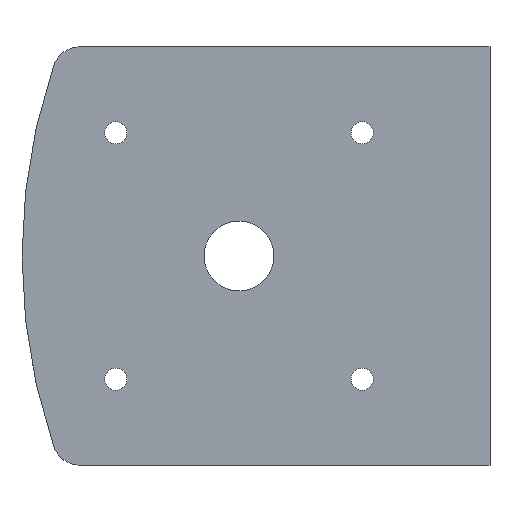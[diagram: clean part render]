
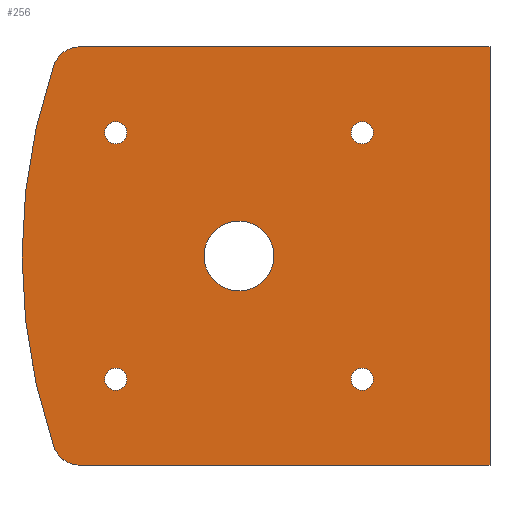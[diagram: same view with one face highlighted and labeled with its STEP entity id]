
A CAD part, top view. The second image highlights one B-rep face of the part: STEP entity #256.
In plain terms, the highlighted planar face has unit normal (0, 0, 1).
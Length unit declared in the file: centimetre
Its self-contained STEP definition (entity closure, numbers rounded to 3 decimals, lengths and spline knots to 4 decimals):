
#15=FACE_BOUND('',#55,.T.);
#16=FACE_BOUND('',#56,.T.);
#17=FACE_BOUND('',#57,.T.);
#18=FACE_BOUND('',#58,.T.);
#19=FACE_BOUND('',#59,.T.);
#28=PLANE('',#299);
#41=FACE_OUTER_BOUND('',#54,.T.);
#54=EDGE_LOOP('',(#215,#216,#217,#218,#219,#220));
#55=EDGE_LOOP('',(#221));
#56=EDGE_LOOP('',(#222));
#57=EDGE_LOOP('',(#223));
#58=EDGE_LOOP('',(#224));
#59=EDGE_LOOP('',(#225));
#73=LINE('',#416,#90);
#76=LINE('',#422,#93);
#79=LINE('',#428,#96);
#90=VECTOR('',#342,1.);
#93=VECTOR('',#347,1.);
#96=VECTOR('',#352,1.);
#100=CIRCLE('',#273,0.4);
#102=CIRCLE('',#276,0.4);
#104=CIRCLE('',#279,1.25);
#106=CIRCLE('',#282,0.4);
#108=CIRCLE('',#285,0.4);
#111=CIRCLE('',#292,1.);
#113=CIRCLE('',#295,21.);
#115=CIRCLE('',#298,1.);
#116=VERTEX_POINT('',#380);
#118=VERTEX_POINT('',#386);
#120=VERTEX_POINT('',#392);
#122=VERTEX_POINT('',#398);
#124=VERTEX_POINT('',#404);
#128=VERTEX_POINT('',#413);
#129=VERTEX_POINT('',#415);
#131=VERTEX_POINT('',#421);
#133=VERTEX_POINT('',#427);
#135=VERTEX_POINT('',#433);
#137=VERTEX_POINT('',#439);
#138=EDGE_CURVE('',#116,#116,#100,.T.);
#141=EDGE_CURVE('',#118,#118,#102,.T.);
#144=EDGE_CURVE('',#120,#120,#104,.T.);
#147=EDGE_CURVE('',#122,#122,#106,.T.);
#150=EDGE_CURVE('',#124,#124,#108,.T.);
#155=EDGE_CURVE('',#129,#128,#73,.T.);
#158=EDGE_CURVE('',#131,#129,#76,.T.);
#161=EDGE_CURVE('',#133,#131,#79,.T.);
#164=EDGE_CURVE('',#135,#133,#111,.T.);
#167=EDGE_CURVE('',#137,#135,#113,.T.);
#170=EDGE_CURVE('',#128,#137,#115,.T.);
#215=ORIENTED_EDGE('',*,*,#170,.T.);
#216=ORIENTED_EDGE('',*,*,#167,.T.);
#217=ORIENTED_EDGE('',*,*,#164,.T.);
#218=ORIENTED_EDGE('',*,*,#161,.T.);
#219=ORIENTED_EDGE('',*,*,#158,.T.);
#220=ORIENTED_EDGE('',*,*,#155,.T.);
#221=ORIENTED_EDGE('',*,*,#150,.T.);
#222=ORIENTED_EDGE('',*,*,#147,.T.);
#223=ORIENTED_EDGE('',*,*,#144,.T.);
#224=ORIENTED_EDGE('',*,*,#141,.T.);
#225=ORIENTED_EDGE('',*,*,#138,.T.);
#256=ADVANCED_FACE('',(#41,#15,#16,#17,#18,#19),#28,.T.);
#273=AXIS2_PLACEMENT_3D('',#381,#305,#306);
#276=AXIS2_PLACEMENT_3D('',#387,#312,#313);
#279=AXIS2_PLACEMENT_3D('',#393,#319,#320);
#282=AXIS2_PLACEMENT_3D('',#399,#326,#327);
#285=AXIS2_PLACEMENT_3D('',#405,#333,#334);
#292=AXIS2_PLACEMENT_3D('',#434,#358,#359);
#295=AXIS2_PLACEMENT_3D('',#440,#365,#366);
#298=AXIS2_PLACEMENT_3D('',#444,#372,#373);
#299=AXIS2_PLACEMENT_3D('',#445,#374,#375);
#305=DIRECTION('center_axis',(0.,0.,-1.));
#306=DIRECTION('ref_axis',(1.,0.,0.));
#312=DIRECTION('center_axis',(0.,0.,-1.));
#313=DIRECTION('ref_axis',(1.,0.,0.));
#319=DIRECTION('center_axis',(0.,0.,-1.));
#320=DIRECTION('ref_axis',(1.,0.,0.));
#326=DIRECTION('center_axis',(0.,0.,-1.));
#327=DIRECTION('ref_axis',(1.,0.,0.));
#333=DIRECTION('center_axis',(0.,0.,-1.));
#334=DIRECTION('ref_axis',(1.,0.,0.));
#342=DIRECTION('',(-1.,0.,0.));
#347=DIRECTION('',(0.,1.,0.));
#352=DIRECTION('',(1.,0.,0.));
#358=DIRECTION('center_axis',(0.,0.,1.));
#359=DIRECTION('ref_axis',(-0.946,-0.325,0.));
#365=DIRECTION('center_axis',(0.,0.,1.));
#366=DIRECTION('ref_axis',(-0.946,0.325,0.));
#372=DIRECTION('center_axis',(0.,0.,1.));
#373=DIRECTION('ref_axis',(0.,1.,0.));
#374=DIRECTION('center_axis',(0.,0.,1.));
#375=DIRECTION('ref_axis',(1.,0.,0.));
#380=CARTESIAN_POINT('',(-8.3194,-5.9194,-0.5));
#381=CARTESIAN_POINT('Origin',(-7.9194,-5.9194,-0.5));
#386=CARTESIAN_POINT('',(-8.3194,2.9194,-0.5));
#387=CARTESIAN_POINT('Origin',(-7.9194,2.9194,-0.5));
#392=CARTESIAN_POINT('',(-4.75,-1.5,-0.5));
#393=CARTESIAN_POINT('Origin',(-3.5,-1.5,-0.5));
#398=CARTESIAN_POINT('',(0.5194,-5.9194,-0.5));
#399=CARTESIAN_POINT('Origin',(0.9194,-5.9194,-0.5));
#404=CARTESIAN_POINT('',(0.5194,2.9194,-0.5));
#405=CARTESIAN_POINT('Origin',(0.9194,2.9194,-0.5));
#413=CARTESIAN_POINT('',(-9.194,6.,-0.5));
#415=CARTESIAN_POINT('',(5.5,6.,-0.5));
#416=CARTESIAN_POINT('',(-9.194,6.,-0.5));
#421=CARTESIAN_POINT('',(5.5,-9.,-0.5));
#422=CARTESIAN_POINT('',(5.5,-9.,-0.5));
#427=CARTESIAN_POINT('',(-9.194,-9.,-0.5));
#428=CARTESIAN_POINT('',(5.5,-9.,-0.5));
#433=CARTESIAN_POINT('',(-10.1397,-8.325,-0.5));
#434=CARTESIAN_POINT('Origin',(-9.194,-8.,-0.5));
#439=CARTESIAN_POINT('',(-10.1397,5.325,-0.5));
#440=CARTESIAN_POINT('Origin',(9.7203,-1.5,-0.5));
#444=CARTESIAN_POINT('Origin',(-9.194,5.,-0.5));
#445=CARTESIAN_POINT('Origin',(-2.8899,-1.5,-0.5));
